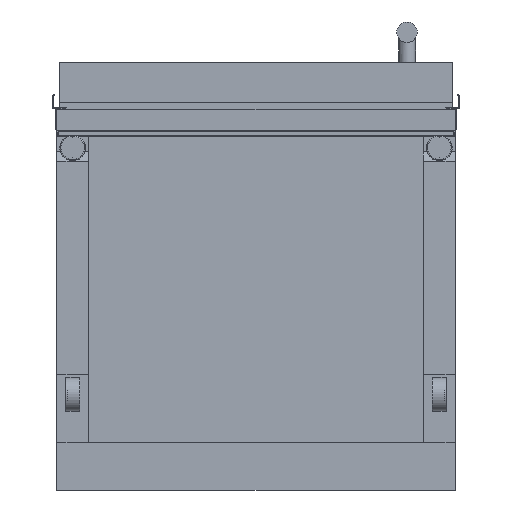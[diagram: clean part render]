
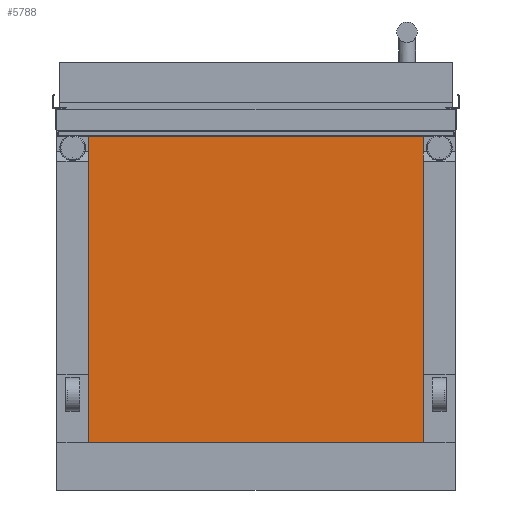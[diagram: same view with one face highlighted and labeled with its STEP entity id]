
A CAD part, front view. The second image highlights one B-rep face of the part: STEP entity #5788.
In plain terms, the highlighted planar face has unit normal (0, -1, 0).
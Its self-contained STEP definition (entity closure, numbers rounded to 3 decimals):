
#20 = PLANE ( 'NONE',  #10642 ) ;
#47 = EDGE_CURVE ( 'NONE', #7944, #6241, #6320, .T. ) ;
#493 = EDGE_CURVE ( 'NONE', #8477, #6241, #11529, .T. ) ;
#1315 = CARTESIAN_POINT ( 'NONE',  ( 246., -928.35, -210.4 ) ) ;
#2216 = VECTOR ( 'NONE', #6984, 1000. ) ;
#2536 = EDGE_CURVE ( 'NONE', #9881, #7944, #7512, .T. ) ;
#3128 = CARTESIAN_POINT ( 'NONE',  ( 246., -928.35, -280. ) ) ;
#3354 = ORIENTED_EDGE ( 'NONE', *, *, #493, .F. ) ;
#4054 = CARTESIAN_POINT ( 'NONE',  ( 246., -928.35, -280. ) ) ;
#5788 = ADVANCED_FACE ( 'NONE', ( #10775 ), #20, .F. ) ;
#6150 = ORIENTED_EDGE ( 'NONE', *, *, #2536, .T. ) ;
#6241 = VERTEX_POINT ( 'NONE', #10118 ) ;
#6320 = LINE ( 'NONE', #3128, #8535 ) ;
#6844 = DIRECTION ( 'NONE',  ( 0., 0., 1. ) ) ;
#6984 = DIRECTION ( 'NONE',  ( 1., 0., 0. ) ) ;
#7512 = LINE ( 'NONE', #12220, #15400 ) ;
#7879 = DIRECTION ( 'NONE',  ( 0., 1., 0. ) ) ;
#7944 = VERTEX_POINT ( 'NONE', #1315 ) ;
#8241 = EDGE_LOOP ( 'NONE', ( #12399, #6150, #11078, #3354 ) ) ;
#8477 = VERTEX_POINT ( 'NONE', #8606 ) ;
#8535 = VECTOR ( 'NONE', #6844, 1000. ) ;
#8606 = CARTESIAN_POINT ( 'NONE',  ( -246., -928.35, 240. ) ) ;
#8685 = VECTOR ( 'NONE', #15407, 1000. ) ;
#9881 = VERTEX_POINT ( 'NONE', #15721 ) ;
#10118 = CARTESIAN_POINT ( 'NONE',  ( 246., -928.35, 240. ) ) ;
#10642 = AXIS2_PLACEMENT_3D ( 'NONE', #4054, #7879, #12767 ) ;
#10775 = FACE_OUTER_BOUND ( 'NONE', #8241, .T. ) ;
#11060 = DIRECTION ( 'NONE',  ( 1., 0., 0. ) ) ;
#11078 = ORIENTED_EDGE ( 'NONE', *, *, #47, .T. ) ;
#11529 = LINE ( 'NONE', #15755, #2216 ) ;
#12023 = LINE ( 'NONE', #14130, #8685 ) ;
#12220 = CARTESIAN_POINT ( 'NONE',  ( 293., -928.35, -210.4 ) ) ;
#12399 = ORIENTED_EDGE ( 'NONE', *, *, #15792, .F. ) ;
#12767 = DIRECTION ( 'NONE',  ( 0., 0., 1. ) ) ;
#14130 = CARTESIAN_POINT ( 'NONE',  ( -246., -928.35, -280. ) ) ;
#15400 = VECTOR ( 'NONE', #11060, 1000. ) ;
#15407 = DIRECTION ( 'NONE',  ( 0., 0., 1. ) ) ;
#15721 = CARTESIAN_POINT ( 'NONE',  ( -246., -928.35, -210.4 ) ) ;
#15755 = CARTESIAN_POINT ( 'NONE',  ( 246., -928.35, 240. ) ) ;
#15792 = EDGE_CURVE ( 'NONE', #9881, #8477, #12023, .T. ) ;
